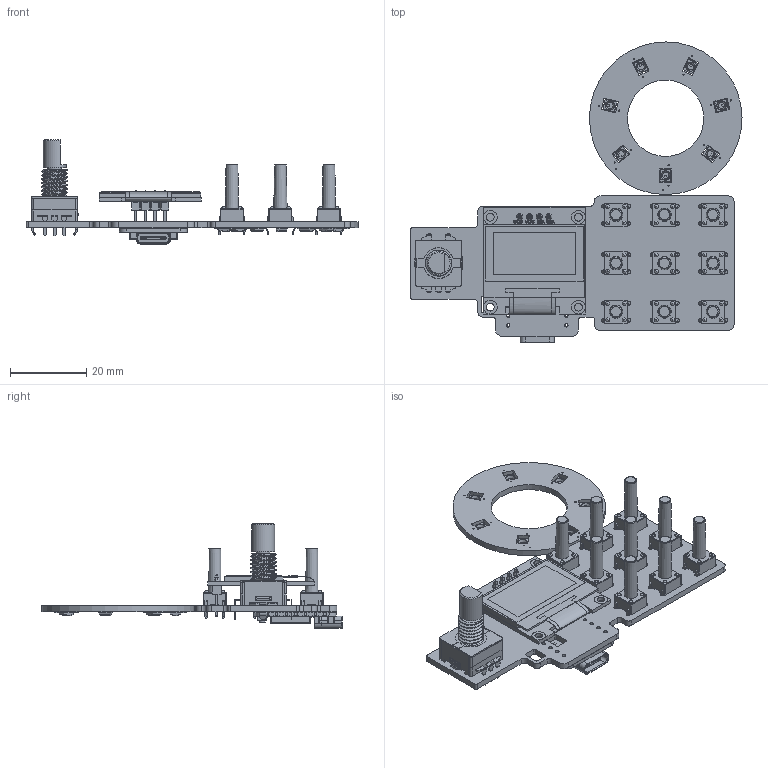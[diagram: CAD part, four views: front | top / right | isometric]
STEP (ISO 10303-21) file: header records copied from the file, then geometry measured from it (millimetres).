
FILE_DESCRIPTION(('KiCad electronic assembly'),'2;1');
FILE_NAME('Radiant PCB.step','2025-06-18T12:02:31',('Pcbnew'),('Kicad'), 'Open CASCADE STEP processor 7.8','KiCad to STEP converter','Unknown' );
FILE_SCHEMA(('AUTOMOTIVE_DESIGN { 1 0 10303 214 1 1 1 1 }'));
Length unit declared in the file: millimetre
Products named in the file (37): Radiant PCB 1; OLED-128x64-0.96; EC11 v2; TS6-THT_H-15.0; LED_SK6812MINI-E v1; Seeed Studio XIAO-ESP32-C3; USB TYPE C PORT; USB TYPE C PORT (1); BOSS-EXTRUDE14_8_; BOSS-EXTRUDE7_4_; BOSS-EXTRUDE7_3_; BOSS-EXTRUDE14_4_; BOSS-EXTRUDE14_2_; BOSS-EXTRUDE14_11_; BOSS-EXTRUDE7_7_; BOSS-EXTRUDE14_9_; BOSS-EXTRUDE14_3_; BOSS-EXTRUDE14_7_; MIRROR2; BOSS-EXTRUDE14_5_; BOSS-EXTRUDE14_12_; BOSS-EXTRUDE7_8_; BOSS-EXTRUDE7_1_; BOSS-EXTRUDE14_10_; BOSS-EXTRUDE7_9_; BOSS-EXTRUDE14_6_; CHAMFER9; BOSS-EXTRUDE14_1_; BOSS-EXTRUDE7_6_; BOSS-EXTRUDE7_2_; CUT-EXTRUDE5; BOSS-EXTRUDE7_5_; U.FL Connector v1; Button (1); Shield; SOLID; Radiant_PCB
Assembly tree (51 placements, depth 5):
  Radiant PCB 1
    OLED-128x64-0.96
    EC11 v2
    TS6-THT_H-15.0  x9
    LED_SK6812MINI-E v1  x7
    Seeed Studio XIAO-ESP32-C3
      USB TYPE C PORT
        USB TYPE C PORT (1)
          BOSS-EXTRUDE14_8_
          BOSS-EXTRUDE7_4_
          BOSS-EXTRUDE7_3_
          BOSS-EXTRUDE14_4_
          BOSS-EXTRUDE14_2_
          BOSS-EXTRUDE14_11_
          BOSS-EXTRUDE7_7_
          BOSS-EXTRUDE14_9_
          BOSS-EXTRUDE14_3_
          BOSS-EXTRUDE14_7_
          MIRROR2
          BOSS-EXTRUDE14_5_
          BOSS-EXTRUDE14_12_
          BOSS-EXTRUDE7_8_
          BOSS-EXTRUDE7_1_
          BOSS-EXTRUDE14_10_
          BOSS-EXTRUDE7_9_
          BOSS-EXTRUDE14_6_
          CHAMFER9
          BOSS-EXTRUDE14_1_
          BOSS-EXTRUDE7_6_
          BOSS-EXTRUDE7_2_
          CUT-EXTRUDE5
          BOSS-EXTRUDE7_5_
      U.FL Connector v1
      Button (1)  x2
      Shield
      SOLID
    Radiant_PCB
Bounding box: 86.97 x 78.63 x 27.38 mm (x, y, z)
Volume: 10797.6 mm3; surface area: 17922.7 mm2
Topology: 144 solids, 144 shells, 3650 faces, 9183 edges, 5962 vertices
Faces by surface type: plane 2307, cylinder 1075, sphere 98, bspline 82, torus 51, cone 37
Full cylindrical faces by diameter (mm): 0.3 x18, 0.5 x3, 0.6 x2, 0.7 x2, 0.75 x14, 0.8 x72, 0.889 x14, 1 x49, 1.1 x36, 1.5 x2, 1.524 x6, 1.65 x1, 1.9 x1, 2 x8, 3.5 x10, 3.6 x6, 5.717 x7, 6 x1, 6.8 x6, 20 x1
Entity records: 70034 total; most frequent: CARTESIAN_POINT 16002, ORIENTED_EDGE 9764, DIRECTION 9534, EDGE_CURVE 4882, LINE 3614, VECTOR 3614, VERTEX_POINT 3224, AXIS2_PLACEMENT_3D 2960
